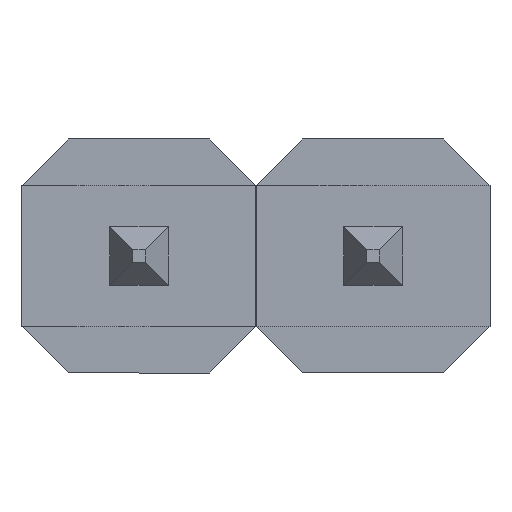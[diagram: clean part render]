
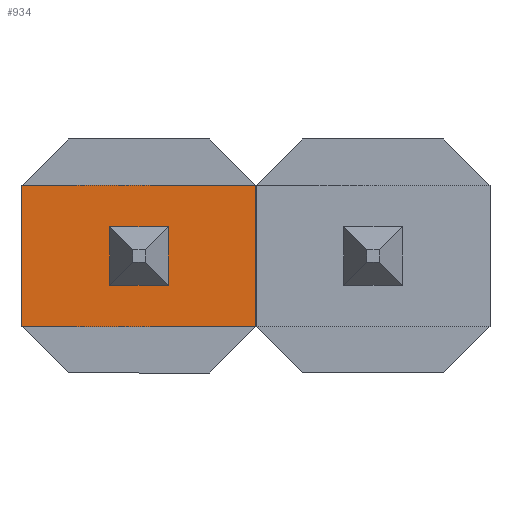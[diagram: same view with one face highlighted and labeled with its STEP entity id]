
A CAD part, front view. The second image highlights one B-rep face of the part: STEP entity #934.
In plain terms, the highlighted planar face has unit normal (0, -1, 0).
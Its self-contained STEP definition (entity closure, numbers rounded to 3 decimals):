
#113 = DIRECTION ( 'NONE',  ( 1., 0., 0. ) ) ;
#136 = ORIENTED_EDGE ( 'NONE', *, *, #199, .F. ) ;
#170 = DIRECTION ( 'NONE',  ( 0., 0., 1. ) ) ;
#195 = ORIENTED_EDGE ( 'NONE', *, *, #345, .F. ) ;
#199 = EDGE_CURVE ( 'NONE', #296, #254, #949, .T. ) ;
#211 = AXIS2_PLACEMENT_3D ( 'NONE', #392, #859, #982 ) ;
#254 = VERTEX_POINT ( 'NONE', #548 ) ;
#296 = VERTEX_POINT ( 'NONE', #844 ) ;
#300 = EDGE_CURVE ( 'NONE', #254, #851, #470, .T. ) ;
#333 = CARTESIAN_POINT ( 'NONE',  ( 1.27, 0.5, 0.665 ) ) ;
#345 = EDGE_CURVE ( 'NONE', #851, #717, #793, .T. ) ;
#392 = CARTESIAN_POINT ( 'NONE',  ( 0., 0.5, 0. ) ) ;
#433 = CARTESIAN_POINT ( 'NONE',  ( -1.27, 0.5, 0.665 ) ) ;
#442 = CARTESIAN_POINT ( 'NONE',  ( -1.27, 0.5, 0.665 ) ) ;
#470 = LINE ( 'NONE', #673, #842 ) ;
#484 = DIRECTION ( 'NONE',  ( 0., 0., -1. ) ) ;
#543 = VECTOR ( 'NONE', #561, 1000. ) ;
#548 = CARTESIAN_POINT ( 'NONE',  ( -1.27, 0.5, -0.875 ) ) ;
#561 = DIRECTION ( 'NONE',  ( -1., 0., 0. ) ) ;
#631 = CARTESIAN_POINT ( 'NONE',  ( 1.27, 0.5, 0.665 ) ) ;
#673 = CARTESIAN_POINT ( 'NONE',  ( -1.27, 0.5, -0.875 ) ) ;
#684 = VECTOR ( 'NONE', #113, 1000. ) ;
#717 = VERTEX_POINT ( 'NONE', #333 ) ;
#759 = ORIENTED_EDGE ( 'NONE', *, *, #767, .F. ) ;
#767 = EDGE_CURVE ( 'NONE', #717, #296, #796, .T. ) ;
#793 = LINE ( 'NONE', #442, #684 ) ;
#796 = LINE ( 'NONE', #631, #964 ) ;
#810 = EDGE_LOOP ( 'NONE', ( #834, #136, #759, #195 ) ) ;
#834 = ORIENTED_EDGE ( 'NONE', *, *, #300, .F. ) ;
#842 = VECTOR ( 'NONE', #170, 1000. ) ;
#844 = CARTESIAN_POINT ( 'NONE',  ( 1.27, 0.5, -0.875 ) ) ;
#851 = VERTEX_POINT ( 'NONE', #433 ) ;
#859 = DIRECTION ( 'NONE',  ( 0., 1., 0. ) ) ;
#932 = PLANE ( 'NONE',  #211 ) ;
#934 = ADVANCED_FACE ( 'NONE', ( #938 ), #932, .F. ) ;
#938 = FACE_OUTER_BOUND ( 'NONE', #810, .T. ) ;
#943 = CARTESIAN_POINT ( 'NONE',  ( 1.27, 0.5, -0.875 ) ) ;
#949 = LINE ( 'NONE', #943, #543 ) ;
#964 = VECTOR ( 'NONE', #484, 1000. ) ;
#982 = DIRECTION ( 'NONE',  ( 0., 0., 1. ) ) ;
